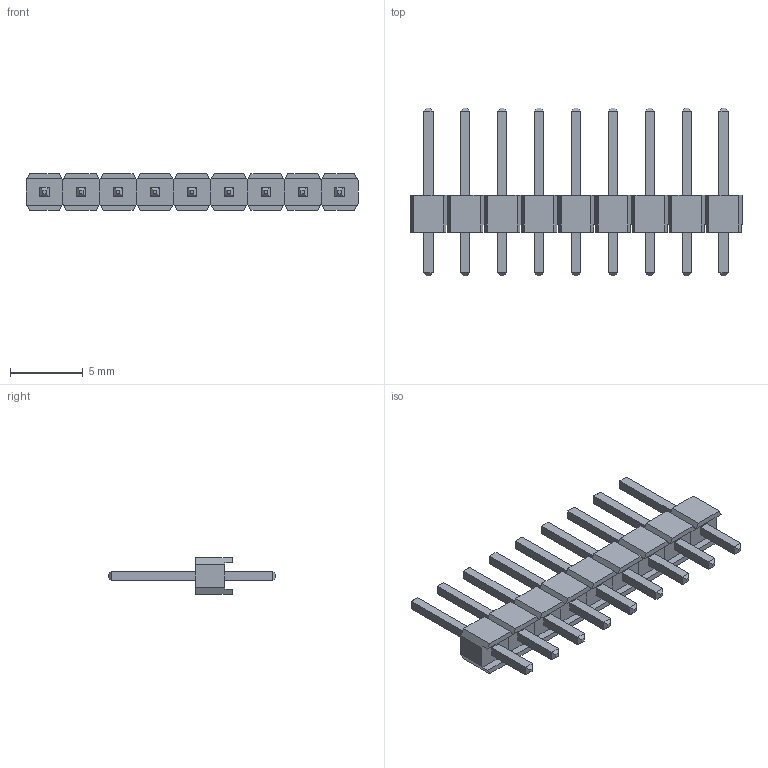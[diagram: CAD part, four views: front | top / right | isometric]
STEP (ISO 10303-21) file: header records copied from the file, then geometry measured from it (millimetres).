
FILE_DESCRIPTION(/* description */ (''),/* implementation_level */ '2;1');
FILE_NAME(/* name */ 'header9pin.stp',/* time_stamp */ '2021-06-21T20:32:08+07:00',/* author */ ('Nhat'),/* organization */ (''),/* preprocessor_version */ 'ST-DEVELOPER v16.13',/* originating_system */ 'Autodesk Inventor 2018',/* authorisation */ '');
FILE_SCHEMA (('AUTOMOTIVE_DESIGN { 1 0 10303 214 3 1 1 }'));
Length unit declared in the file: millimetre
Products named in the file (3): Assembly3; 61300216541121; 6130xx11121_PIN
Assembly tree (18 placements, depth 2):
  Assembly3
    6130xx11121_PIN  x9
    61300216541121  x9
Bounding box: 22.86 x 11.54 x 2.54 mm (x, y, z)
Volume: 155.6 mm3; surface area: 637.9 mm2
Topology: 18 solids, 18 shells, 288 faces, 684 edges, 432 vertices
Faces by surface type: plane 288
Entity records: 1145 total; most frequent: DIRECTION 182, CARTESIAN_POINT 177, ORIENTED_EDGE 152, LINE 76, VECTOR 76, EDGE_CURVE 76, AXIS2_PLACEMENT_3D 53, VERTEX_POINT 48
